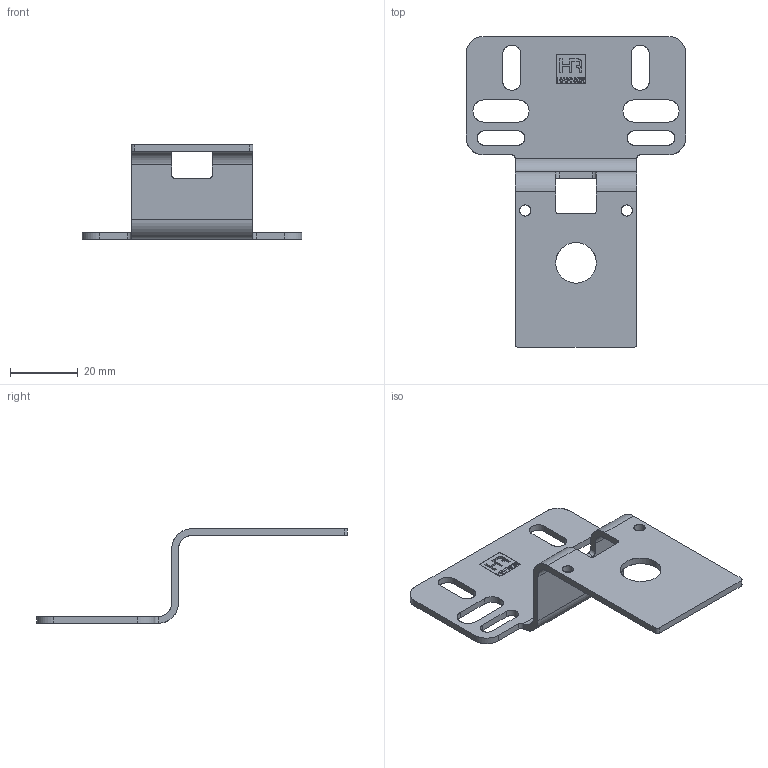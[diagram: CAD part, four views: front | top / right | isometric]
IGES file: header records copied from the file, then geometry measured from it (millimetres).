
Start section: SolidWorks IGES file using analytic representation for surfaces
Global section: file name: PNKBW.0-1225.IGS; native system: SolidWorks 2013; preprocessor: SolidWorks 2013; author: grafika; date: 131108.111120; units: millimetre
Bounding box: 65 x 92 x 28 mm (x, y, z)
Surface area: 10095.6 mm2 (no closed solid volume)
Topology: 0 solids, 0 shells, 218 faces, 2042 edges, 2042 vertices
Faces by surface type: bspline 178, revolution 40
